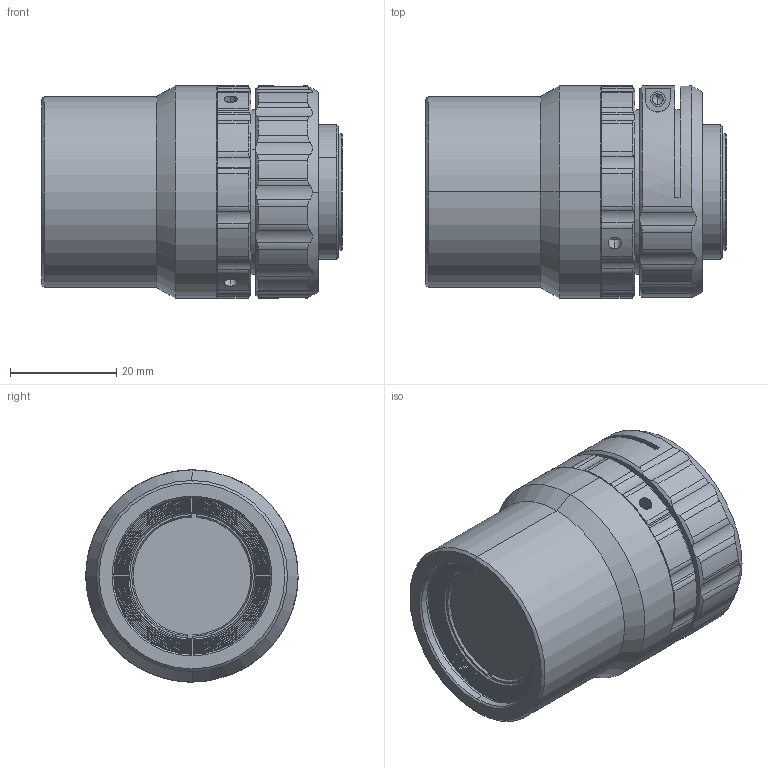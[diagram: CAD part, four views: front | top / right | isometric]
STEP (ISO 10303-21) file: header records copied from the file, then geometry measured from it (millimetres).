
FILE_DESCRIPTION (( 'STEP AP203' ), '1' );
FILE_NAME ('WWT230-05-90.STEP', '2022-08-15T09:23:19', ( '' ), ( '' ), 'SwSTEP 2.0', 'SolidWorks 2017', '' );
FILE_SCHEMA (( 'CONFIG_CONTROL_DESIGN' ));
Length unit declared in the file: millimetre
Products named in the file (1): WWT230-05-90
Bounding box: 56.69 x 40 x 40 mm (x, y, z)
Volume: 57441.8 mm3; surface area: 13805.5 mm2
Topology: 1 solids, 4 shells, 325 faces, 786 edges, 500 vertices
Faces by surface type: cylinder 167, plane 83, cone 71, torus 4
Entity records: 10317 total; most frequent: CARTESIAN_POINT 2496, DIRECTION 1716, ORIENTED_EDGE 1568, EDGE_CURVE 784, AXIS2_PLACEMENT_3D 732, VERTEX_POINT 500, CIRCLE 406, EDGE_LOOP 374
